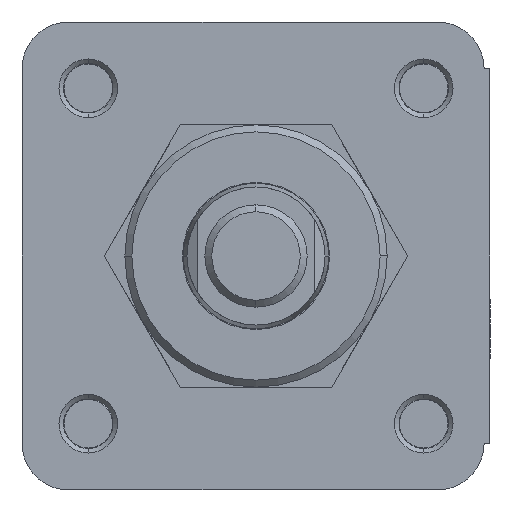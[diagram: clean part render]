
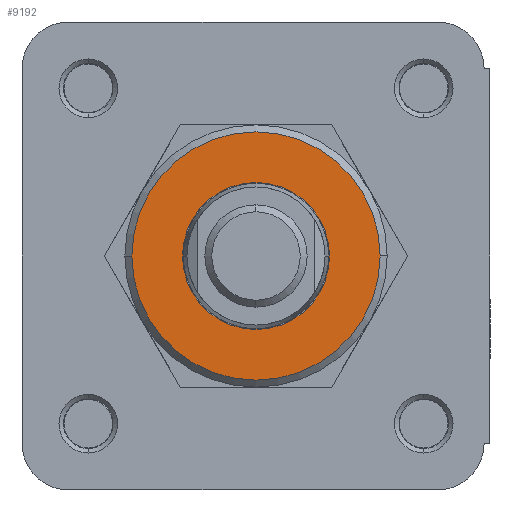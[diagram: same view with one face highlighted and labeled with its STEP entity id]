
A CAD part, left-side view. The second image highlights one B-rep face of the part: STEP entity #9192.
In plain terms, the highlighted planar face has unit normal (-1, 0, 0).
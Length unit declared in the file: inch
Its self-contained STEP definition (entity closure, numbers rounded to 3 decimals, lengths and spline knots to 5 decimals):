
#45 = ORIENTED_EDGE ( 'NONE', *, *, #8872, .F. ) ;
#1157 = CARTESIAN_POINT ( 'NONE',  ( -0.615, 0., 0. ) ) ;
#1327 = VERTEX_POINT ( 'NONE', #13200 ) ;
#1470 = FACE_OUTER_BOUND ( 'NONE', #8816, .T. ) ;
#1841 = CIRCLE ( 'NONE', #4731, 0.5305 ) ;
#1936 = CARTESIAN_POINT ( 'NONE',  ( -0.615, 0., 0. ) ) ;
#2328 = DIRECTION ( 'NONE',  ( 0., 0., -1. ) ) ;
#2707 = EDGE_LOOP ( 'NONE', ( #12366, #10161 ) ) ;
#2875 = AXIS2_PLACEMENT_3D ( 'NONE', #6289, #14200, #7489 ) ;
#3096 = DIRECTION ( 'NONE',  ( 0., 0., -1. ) ) ;
#3749 = CIRCLE ( 'NONE', #5357, 0.314 ) ;
#4313 = CARTESIAN_POINT ( 'NONE',  ( -0.615, 0., 0.314 ) ) ;
#4731 = AXIS2_PLACEMENT_3D ( 'NONE', #13078, #6250, #14165 ) ;
#4989 = VERTEX_POINT ( 'NONE', #11532 ) ;
#5357 = AXIS2_PLACEMENT_3D ( 'NONE', #1936, #10114, #3096 ) ;
#5490 = CIRCLE ( 'NONE', #12257, 0.5305 ) ;
#6068 = ORIENTED_EDGE ( 'NONE', *, *, #12334, .F. ) ;
#6168 = CARTESIAN_POINT ( 'NONE',  ( -0.615, 0., 0. ) ) ;
#6250 = DIRECTION ( 'NONE',  ( 1., 0., 0. ) ) ;
#6289 = CARTESIAN_POINT ( 'NONE',  ( -0.615, 0., 0. ) ) ;
#7349 = DIRECTION ( 'NONE',  ( 0., 1., 0. ) ) ;
#7489 = DIRECTION ( 'NONE',  ( 0., 0., -1. ) ) ;
#8816 = EDGE_LOOP ( 'NONE', ( #45, #6068 ) ) ;
#8872 = EDGE_CURVE ( 'NONE', #9248, #4989, #1841, .T. ) ;
#9192 = ADVANCED_FACE ( 'NONE', ( #13033, #1470 ), #10438, .F. ) ;
#9248 = VERTEX_POINT ( 'NONE', #13827 ) ;
#9370 = DIRECTION ( 'NONE',  ( 1., 0., 0. ) ) ;
#10114 = DIRECTION ( 'NONE',  ( 1., 0., 0. ) ) ;
#10161 = ORIENTED_EDGE ( 'NONE', *, *, #13241, .T. ) ;
#10312 = CIRCLE ( 'NONE', #2875, 0.314 ) ;
#10438 = PLANE ( 'NONE',  #14063 ) ;
#11194 = VERTEX_POINT ( 'NONE', #4313 ) ;
#11532 = CARTESIAN_POINT ( 'NONE',  ( -0.615, -0.5305, 0. ) ) ;
#12257 = AXIS2_PLACEMENT_3D ( 'NONE', #6168, #14072, #7349 ) ;
#12334 = EDGE_CURVE ( 'NONE', #4989, #9248, #5490, .T. ) ;
#12366 = ORIENTED_EDGE ( 'NONE', *, *, #13664, .T. ) ;
#13033 = FACE_BOUND ( 'NONE', #2707, .T. ) ;
#13078 = CARTESIAN_POINT ( 'NONE',  ( -0.615, 0., 0. ) ) ;
#13200 = CARTESIAN_POINT ( 'NONE',  ( -0.615, 0., -0.314 ) ) ;
#13241 = EDGE_CURVE ( 'NONE', #11194, #1327, #3749, .T. ) ;
#13664 = EDGE_CURVE ( 'NONE', #1327, #11194, #10312, .T. ) ;
#13827 = CARTESIAN_POINT ( 'NONE',  ( -0.615, 0.5305, 0. ) ) ;
#14063 = AXIS2_PLACEMENT_3D ( 'NONE', #1157, #9370, #2328 ) ;
#14072 = DIRECTION ( 'NONE',  ( 1., 0., 0. ) ) ;
#14165 = DIRECTION ( 'NONE',  ( 0., 1., 0. ) ) ;
#14200 = DIRECTION ( 'NONE',  ( 1., 0., 0. ) ) ;
